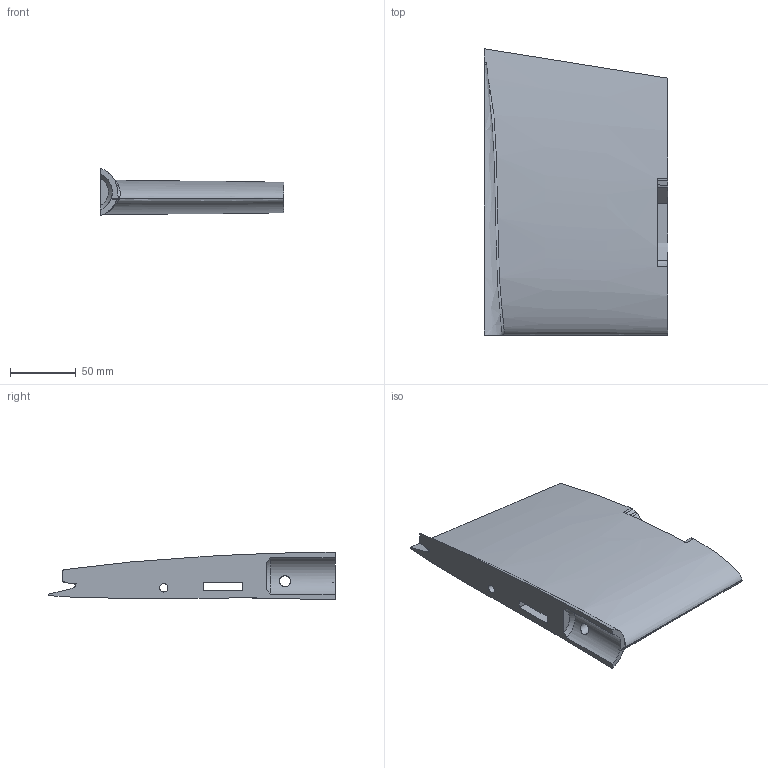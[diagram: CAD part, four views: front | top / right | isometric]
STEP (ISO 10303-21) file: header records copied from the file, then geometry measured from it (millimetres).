
FILE_DESCRIPTION(/* description */ (''),/* implementation_level */ '2;1');
FILE_NAME(/* name */ 'Wing L 2.step',/* time_stamp */ '2024-11-26T12:10:05+01:00',/* author */ (''),/* organization */ (''),/* preprocessor_version */ 'ST-DEVELOPER v20',/* originating_system */ 'Autodesk Translation Framework v13.20.0.188',/* authorisation */ '');
FILE_SCHEMA (('AUTOMOTIVE_DESIGN { 1 0 10303 214 3 1 1 }'));
Length unit declared in the file: millimetre
Products named in the file (1): Wing L 2
Bounding box: 139 x 217.29 x 36.06 mm (x, y, z)
Volume: 458025.1 mm3; surface area: 85978.3 mm2
Topology: 1 solids, 1 shells, 38 faces, 117 edges, 80 vertices
Faces by surface type: bspline 17, plane 17, cylinder 3, cone 1
Full cylindrical faces by diameter (mm): 6.35 x1, 8.45 x1
Entity records: 2355 total; most frequent: CARTESIAN_POINT 1416, ORIENTED_EDGE 234, EDGE_CURVE 117, DIRECTION 110, VERTEX_POINT 80, B_SPLINE_CURVE_WITH_KNOTS 60, LINE 44, VECTOR 44
